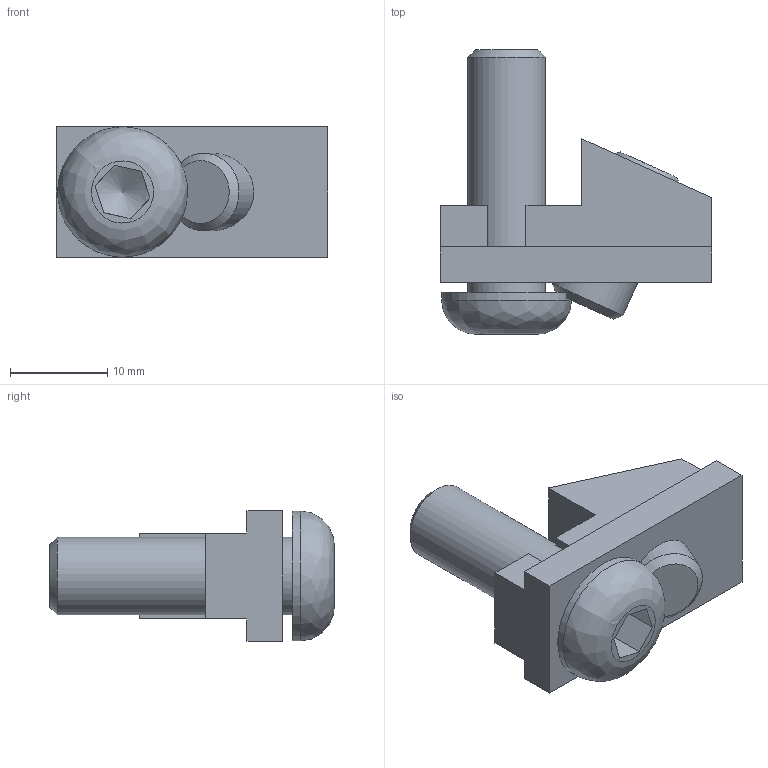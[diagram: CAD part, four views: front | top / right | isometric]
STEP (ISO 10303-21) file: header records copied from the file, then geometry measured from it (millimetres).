
FILE_DESCRIPTION((''),'2;1');
FILE_NAME('ANDY''21.1018 POWER-LOCK.stp','2010-06-24T08:06:39',('Administrator'),(''),'Autodesk Inventor 2009','Autodesk Inventor 2009','');
FILE_SCHEMA(('AUTOMOTIVE_DESIGN { 1 0 10303 214 1 1 1 1 }'));
Length unit declared in the file: millimetre
Products named in the file (4): 21.1018 POWER-LOCK; 21.1018 POWER-LOCK BODY; 21.1189 POWER-LOCK SCREW; 21.1018 POWER-LOCK SET SCREW
Assembly tree (3 placements, depth 2):
  21.1018 POWER-LOCK
    21.1018 POWER-LOCK BODY
    21.1189 POWER-LOCK SCREW
    21.1018 POWER-LOCK SET SCREW
Bounding box: 28 x 29.3 x 13.5 mm (x, y, z)
Volume: 4206.8 mm3; surface area: 3459 mm2
Topology: 3 solids, 3 shells, 47 faces, 117 edges, 76 vertices
Faces by surface type: plane 33, cylinder 5, cone 5, bspline 4
Full cylindrical faces by diameter (mm): 8 x3, 8.1 x1, 13.4 x1
Entity records: 1446 total; most frequent: CARTESIAN_POINT 307, DIRECTION 208, ORIENTED_EDGE 206, EDGE_CURVE 103, VECTOR 74, LINE 74, VERTEX_POINT 73, AXIS2_PLACEMENT_3D 67
